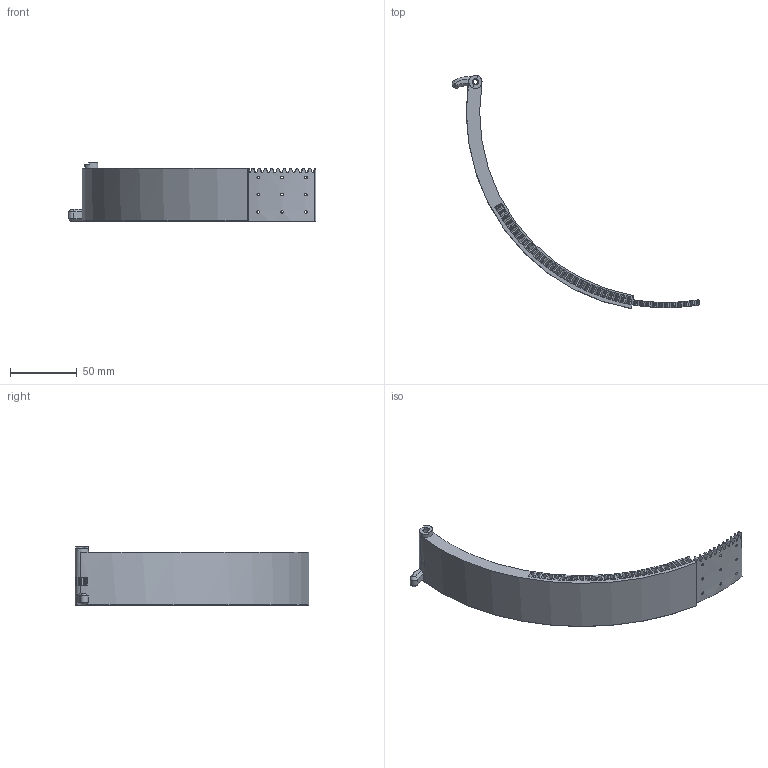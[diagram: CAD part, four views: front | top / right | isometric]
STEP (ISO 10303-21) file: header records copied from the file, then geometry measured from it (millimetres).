
FILE_DESCRIPTION(('FreeCAD Model'),'2;1');
FILE_NAME('Open CASCADE Shape Model','2025-03-17T18:15:05',(''),(''), 'Open CASCADE STEP processor 7.8','FreeCAD','Unknown');
FILE_SCHEMA(('AUTOMOTIVE_DESIGN { 1 0 10303 214 1 1 1 1 }'));
Length unit declared in the file: millimetre
Products named in the file (1): 2-rotor-segmented-in-two--part-1
Bounding box: 186.01 x 175.4 x 44 mm (x, y, z)
Volume: 97693 mm3; surface area: 31148.8 mm2
Topology: 1 solids, 1 shells, 344 faces, 917 edges, 614 vertices
Faces by surface type: plane 134, cone 88, bspline 82, cylinder 40
Full cylindrical faces by diameter (mm): 2 x6, 3.4 x8, 4.6 x2, 9.1 x6, 10 x1
Entity records: 12817 total; most frequent: CARTESIAN_POINT 4892, ORIENTED_EDGE 1834, DIRECTION 1314, EDGE_CURVE 917, VERTEX_POINT 614, AXIS2_PLACEMENT_3D 511, FACE_BOUND 407, EDGE_LOOP 407
